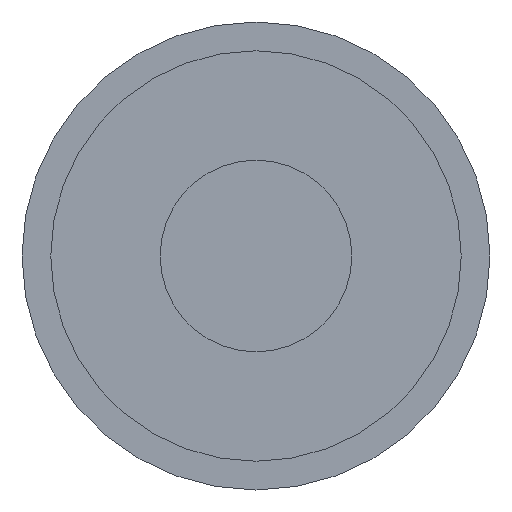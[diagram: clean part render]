
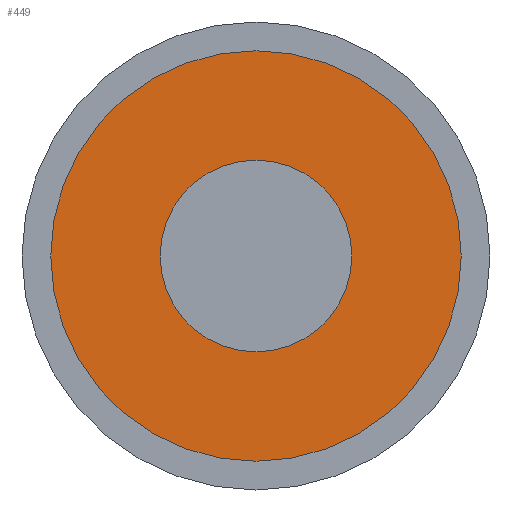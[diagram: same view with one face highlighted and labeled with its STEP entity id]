
A CAD part, front view. The second image highlights one B-rep face of the part: STEP entity #449.
In plain terms, the highlighted planar face has unit normal (0, -1, 0).
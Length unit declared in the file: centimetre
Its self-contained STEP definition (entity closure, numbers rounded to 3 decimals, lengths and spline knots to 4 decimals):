
#18=FACE_BOUND('',#102,.T.);
#47=PLANE('',#491);
#72=FACE_OUTER_BOUND('',#101,.T.);
#101=EDGE_LOOP('',(#412));
#102=EDGE_LOOP('',(#413));
#204=CIRCLE('',#469,0.3);
#206=CIRCLE('',#492,0.6422);
#210=VERTEX_POINT('',#614);
#244=VERTEX_POINT('',#1135);
#249=EDGE_CURVE('',#210,#210,#204,.T.);
#301=EDGE_CURVE('',#244,#244,#206,.T.);
#412=ORIENTED_EDGE('',*,*,#301,.T.);
#413=ORIENTED_EDGE('',*,*,#249,.T.);
#449=ADVANCED_FACE('',(#72,#18),#47,.T.);
#469=AXIS2_PLACEMENT_3D('',#616,#505,#506);
#491=AXIS2_PLACEMENT_3D('',#1134,#594,#595);
#492=AXIS2_PLACEMENT_3D('',#1136,#596,#597);
#505=DIRECTION('center_axis',(0.,1.,0.));
#506=DIRECTION('ref_axis',(0.,0.,-1.));
#594=DIRECTION('center_axis',(0.,-1.,0.));
#595=DIRECTION('ref_axis',(0.,0.,-1.));
#596=DIRECTION('center_axis',(0.,-1.,0.));
#597=DIRECTION('ref_axis',(1.,0.,0.));
#614=CARTESIAN_POINT('',(11.2296,16.3182,0.3));
#616=CARTESIAN_POINT('Origin',(11.2296,16.3182,0.));
#1134=CARTESIAN_POINT('Origin',(11.2296,16.3182,0.));
#1135=CARTESIAN_POINT('',(10.5874,16.3182,0.));
#1136=CARTESIAN_POINT('Origin',(11.2296,16.3182,0.));
